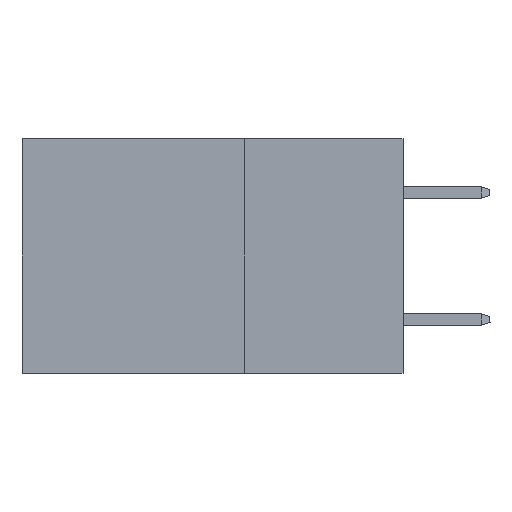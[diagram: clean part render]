
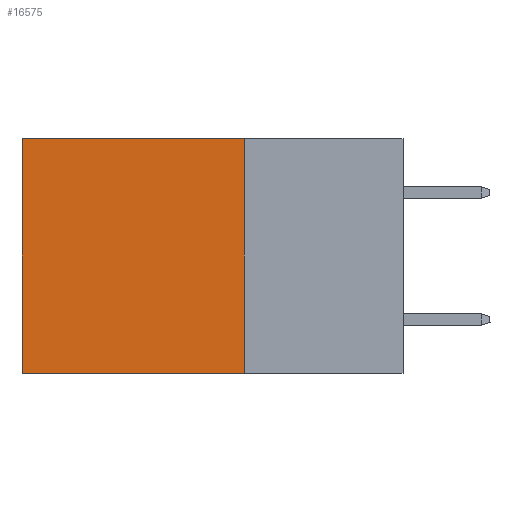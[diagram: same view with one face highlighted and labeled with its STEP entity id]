
A CAD part, left-side view. The second image highlights one B-rep face of the part: STEP entity #16575.
In plain terms, the highlighted planar face has unit normal (-1, 0, 0).
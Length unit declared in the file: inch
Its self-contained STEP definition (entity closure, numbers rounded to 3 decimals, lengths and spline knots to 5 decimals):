
#1315 = LINE ( 'NONE', #18178, #14826 ) ;
#2308 = ORIENTED_EDGE ( 'NONE', *, *, #21469, .T. ) ;
#2671 = DIRECTION ( 'NONE',  ( 1., 0., 0. ) ) ;
#2977 = VERTEX_POINT ( 'NONE', #14807 ) ;
#3224 = EDGE_LOOP ( 'NONE', ( #11957, #19969, #6511, #2308 ) ) ;
#3673 = LINE ( 'NONE', #5303, #12871 ) ;
#4550 = VECTOR ( 'NONE', #6872, 39.37008 ) ;
#4788 = PLANE ( 'NONE',  #13357 ) ;
#5144 = LINE ( 'NONE', #23859, #4550 ) ;
#5303 = CARTESIAN_POINT ( 'NONE',  ( 0.2875, 0.25, 0. ) ) ;
#5549 = DIRECTION ( 'NONE',  ( 0., 1., 0. ) ) ;
#6511 = ORIENTED_EDGE ( 'NONE', *, *, #18049, .F. ) ;
#6872 = DIRECTION ( 'NONE',  ( 0., 0., -1. ) ) ;
#8761 = CARTESIAN_POINT ( 'NONE',  ( 0.2875, 0.6, -0.37 ) ) ;
#8996 = DIRECTION ( 'NONE',  ( 0., 0., -1. ) ) ;
#9181 = CARTESIAN_POINT ( 'NONE',  ( 0.2875, 0.25, 0. ) ) ;
#9576 = CARTESIAN_POINT ( 'NONE',  ( 0.2875, 0.25, -0.37 ) ) ;
#9811 = EDGE_CURVE ( 'NONE', #16869, #15043, #17651, .T. ) ;
#9935 = VECTOR ( 'NONE', #12048, 39.37008 ) ;
#11674 = CARTESIAN_POINT ( 'NONE',  ( 0.2875, 0.25, -0.37 ) ) ;
#11957 = ORIENTED_EDGE ( 'NONE', *, *, #18552, .T. ) ;
#12048 = DIRECTION ( 'NONE',  ( 0., 1., 0. ) ) ;
#12871 = VECTOR ( 'NONE', #5549, 39.37008 ) ;
#13357 = AXIS2_PLACEMENT_3D ( 'NONE', #21397, #2671, #13950 ) ;
#13826 = FACE_OUTER_BOUND ( 'NONE', #3224, .T. ) ;
#13950 = DIRECTION ( 'NONE',  ( 0., 0., -1. ) ) ;
#14070 = VERTEX_POINT ( 'NONE', #9181 ) ;
#14807 = CARTESIAN_POINT ( 'NONE',  ( 0.2875, 0.6, 0. ) ) ;
#14826 = VECTOR ( 'NONE', #8996, 39.37008 ) ;
#15043 = VERTEX_POINT ( 'NONE', #8761 ) ;
#16575 = ADVANCED_FACE ( 'NONE', ( #13826 ), #4788, .F. ) ;
#16869 = VERTEX_POINT ( 'NONE', #11674 ) ;
#17651 = LINE ( 'NONE', #9576, #9935 ) ;
#18049 = EDGE_CURVE ( 'NONE', #14070, #16869, #1315, .T. ) ;
#18178 = CARTESIAN_POINT ( 'NONE',  ( 0.2875, 0.25, 0. ) ) ;
#18552 = EDGE_CURVE ( 'NONE', #2977, #15043, #5144, .T. ) ;
#19969 = ORIENTED_EDGE ( 'NONE', *, *, #9811, .F. ) ;
#21397 = CARTESIAN_POINT ( 'NONE',  ( 0.2875, 0.25, 0. ) ) ;
#21469 = EDGE_CURVE ( 'NONE', #14070, #2977, #3673, .T. ) ;
#23859 = CARTESIAN_POINT ( 'NONE',  ( 0.2875, 0.6, 0. ) ) ;
